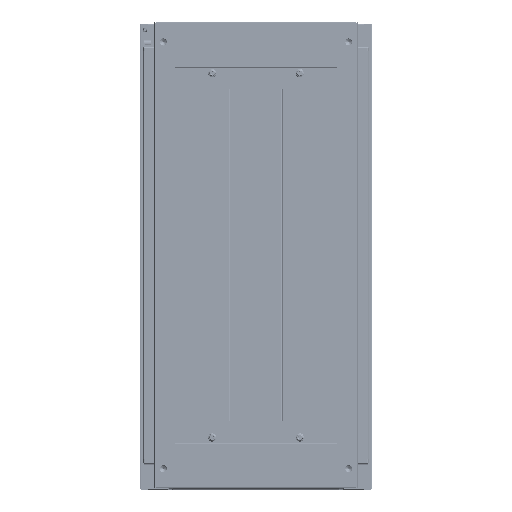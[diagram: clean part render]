
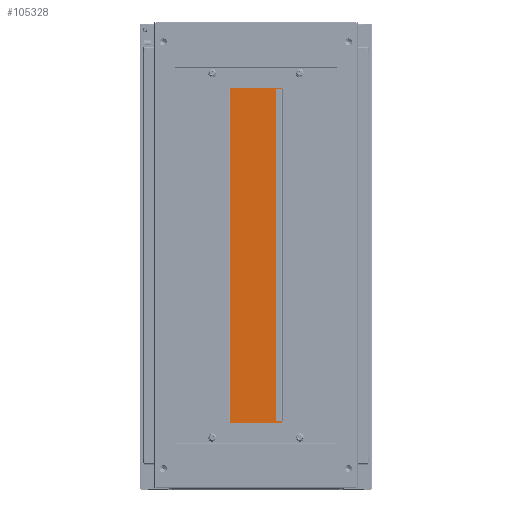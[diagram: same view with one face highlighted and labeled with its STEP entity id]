
A CAD part, top view. The second image highlights one B-rep face of the part: STEP entity #105328.
In plain terms, the highlighted face is planar.
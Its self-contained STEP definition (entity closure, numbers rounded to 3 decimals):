
#15504 = CARTESIAN_POINT ( 'NONE',  ( 300., 49., 1.5 ) ) ;
#15536 = CARTESIAN_POINT ( 'NONE',  ( -285., -49., 1.5 ) ) ;
#17020 = CARTESIAN_POINT ( 'NONE',  ( 300., -49., 1.5 ) ) ;
#17347 = CARTESIAN_POINT ( 'NONE',  ( -300., -49., 1.5 ) ) ;
#17432 = CARTESIAN_POINT ( 'NONE',  ( 285., -47.99, 1.5 ) ) ;
#17574 = CARTESIAN_POINT ( 'NONE',  ( 285., -49., 1.5 ) ) ;
#17714 = CARTESIAN_POINT ( 'NONE',  ( -285., -47.99, 1.5 ) ) ;
#27996 = EDGE_LOOP ( 'NONE', ( #85156, #85154, #85152, #85150, #85148, #85146, #85144, #85142 ) ) ;
#30738 = AXIS2_PLACEMENT_3D ( 'NONE', #99937, #100372, #100373 ) ;
#52588 = EDGE_CURVE ( 'NONE', #76547, #119320, #84539, .T. ) ;
#52595 = EDGE_CURVE ( 'NONE', #119320, #76626, #84543, .T. ) ;
#52597 = EDGE_CURVE ( 'NONE', #76580, #76702, #84545, .T. ) ;
#52599 = EDGE_CURVE ( 'NONE', #76605, #76580, #84544, .T. ) ;
#52601 = EDGE_CURVE ( 'NONE', #76605, #76563, #84549, .T. ) ;
#52604 = EDGE_CURVE ( 'NONE', #76702, #76547, #84553, .T. ) ;
#52606 = EDGE_CURVE ( 'NONE', #76626, #76544, #84555, .T. ) ;
#52608 = EDGE_CURVE ( 'NONE', #76563, #76544, #84557, .T. ) ;
#69493 = DIRECTION ( 'NONE',  ( 0., -1., 0. ) ) ;
#69498 = CARTESIAN_POINT ( 'NONE',  ( -285., -48., 1.5 ) ) ;
#69500 = DIRECTION ( 'NONE',  ( 1., 0., 0. ) ) ;
#69505 = DIRECTION ( 'NONE',  ( 0., 1., 0. ) ) ;
#69508 = CARTESIAN_POINT ( 'NONE',  ( 300., 49., 1.5 ) ) ;
#69515 = DIRECTION ( 'NONE',  ( -1., 0., 0. ) ) ;
#69518 = CARTESIAN_POINT ( 'NONE',  ( 285., -47.99, 1.5 ) ) ;
#69520 = DIRECTION ( 'NONE',  ( 0., -1., 0. ) ) ;
#69522 = CARTESIAN_POINT ( 'NONE',  ( -300., -49., 1.5 ) ) ;
#69524 = CARTESIAN_POINT ( 'NONE',  ( 285., -48., 1.5 ) ) ;
#69526 = DIRECTION ( 'NONE',  ( 1., 0., 0. ) ) ;
#69529 = CARTESIAN_POINT ( 'NONE',  ( -300., -49., 1.5 ) ) ;
#69530 = DIRECTION ( 'NONE',  ( 0., -1., 0. ) ) ;
#69534 = CARTESIAN_POINT ( 'NONE',  ( -300., 49., 1.5 ) ) ;
#69546 = DIRECTION ( 'NONE',  ( -1., 0., 0. ) ) ;
#69657 = CARTESIAN_POINT ( 'NONE',  ( -300., 49., 1.5 ) ) ;
#76544 = VERTEX_POINT ( 'NONE', #15536 ) ;
#76547 = VERTEX_POINT ( 'NONE', #15504 ) ;
#76563 = VERTEX_POINT ( 'NONE', #17714 ) ;
#76580 = VERTEX_POINT ( 'NONE', #17574 ) ;
#76605 = VERTEX_POINT ( 'NONE', #17432 ) ;
#76626 = VERTEX_POINT ( 'NONE', #17347 ) ;
#76702 = VERTEX_POINT ( 'NONE', #17020 ) ;
#84539 = LINE ( 'NONE', #69657, #84540 ) ;
#84540 = VECTOR ( 'NONE', #69546, 1000. ) ;
#84543 = LINE ( 'NONE', #69534, #84548 ) ;
#84544 = LINE ( 'NONE', #69524, #84552 ) ;
#84545 = LINE ( 'NONE', #69529, #84550 ) ;
#84548 = VECTOR ( 'NONE', #69530, 1000. ) ;
#84549 = LINE ( 'NONE', #69518, #84554 ) ;
#84550 = VECTOR ( 'NONE', #69526, 1000. ) ;
#84551 = VECTOR ( 'NONE', #69505, 1000. ) ;
#84552 = VECTOR ( 'NONE', #69520, 1000. ) ;
#84553 = LINE ( 'NONE', #69508, #84551 ) ;
#84554 = VECTOR ( 'NONE', #69515, 1000. ) ;
#84555 = LINE ( 'NONE', #69522, #84558 ) ;
#84557 = LINE ( 'NONE', #69498, #84560 ) ;
#84558 = VECTOR ( 'NONE', #69500, 1000. ) ;
#84560 = VECTOR ( 'NONE', #69493, 1000. ) ;
#85142 = ORIENTED_EDGE ( 'NONE', *, *, #52608, .F. ) ;
#85144 = ORIENTED_EDGE ( 'NONE', *, *, #52606, .T. ) ;
#85146 = ORIENTED_EDGE ( 'NONE', *, *, #52595, .T. ) ;
#85148 = ORIENTED_EDGE ( 'NONE', *, *, #52588, .T. ) ;
#85150 = ORIENTED_EDGE ( 'NONE', *, *, #52604, .T. ) ;
#85152 = ORIENTED_EDGE ( 'NONE', *, *, #52597, .T. ) ;
#85154 = ORIENTED_EDGE ( 'NONE', *, *, #52599, .T. ) ;
#85156 = ORIENTED_EDGE ( 'NONE', *, *, #52601, .F. ) ;
#99937 = CARTESIAN_POINT ( 'NONE',  ( -300., -49., 1.5 ) ) ;
#100368 = PLANE ( 'NONE',  #30738 ) ;
#100372 = DIRECTION ( 'NONE',  ( 0., 0., 1. ) ) ;
#100373 = DIRECTION ( 'NONE',  ( 1., 0., 0. ) ) ;
#105328 = ADVANCED_FACE ( 'NONE', ( #108531 ), #100368, .T. ) ;
#108531 = FACE_OUTER_BOUND ( 'NONE', #27996, .T. ) ;
#113691 = CARTESIAN_POINT ( 'NONE',  ( -300., 49., 1.5 ) ) ;
#119320 = VERTEX_POINT ( 'NONE', #113691 ) ;
